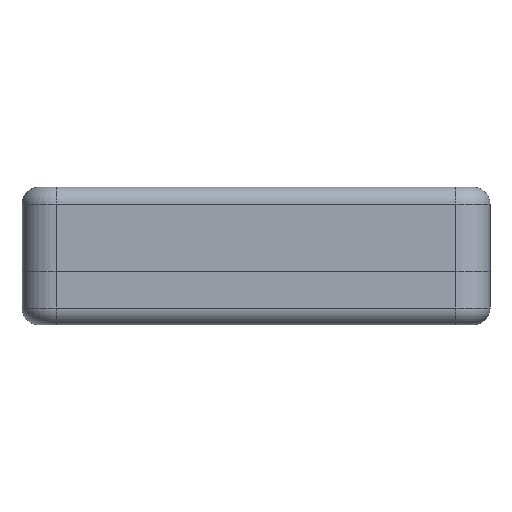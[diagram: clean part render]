
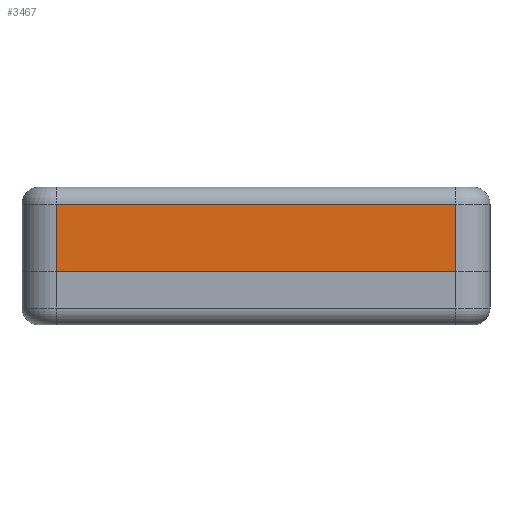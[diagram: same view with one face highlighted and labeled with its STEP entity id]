
A CAD part, left-side view. The second image highlights one B-rep face of the part: STEP entity #3467.
In plain terms, the highlighted planar face has unit normal (-1, 0, 0).
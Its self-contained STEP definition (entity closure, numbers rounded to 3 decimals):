
#155=PLANE('',#3895);
#377=FACE_OUTER_BOUND('',#604,.T.);
#604=EDGE_LOOP('',(#3192,#3193,#3194,#3195));
#776=LINE('',#5670,#1068);
#799=LINE('',#5749,#1091);
#818=LINE('',#5807,#1110);
#898=LINE('',#6011,#1190);
#1068=VECTOR('',#4629,10.);
#1091=VECTOR('',#4714,10.);
#1110=VECTOR('',#4771,10.);
#1190=VECTOR('',#4993,10.);
#1609=VERTEX_POINT('',#5662);
#1611=VERTEX_POINT('',#5668);
#1635=VERTEX_POINT('',#5746);
#1636=VERTEX_POINT('',#5748);
#2039=EDGE_CURVE('',#1609,#1611,#776,.T.);
#2078=EDGE_CURVE('',#1635,#1636,#799,.T.);
#2107=EDGE_CURVE('',#1609,#1636,#818,.T.);
#2207=EDGE_CURVE('',#1611,#1635,#898,.T.);
#3192=ORIENTED_EDGE('',*,*,#2039,.F.);
#3193=ORIENTED_EDGE('',*,*,#2107,.T.);
#3194=ORIENTED_EDGE('',*,*,#2078,.F.);
#3195=ORIENTED_EDGE('',*,*,#2207,.F.);
#3467=ADVANCED_FACE('',(#377),#155,.T.);
#3895=AXIS2_PLACEMENT_3D('',#6010,#4991,#4992);
#4629=DIRECTION('',(0.,-1.,0.));
#4714=DIRECTION('',(0.,1.,0.));
#4771=DIRECTION('',(0.,0.,-1.));
#4991=DIRECTION('center_axis',(-1.,0.,0.));
#4992=DIRECTION('ref_axis',(0.,1.,0.));
#4993=DIRECTION('',(0.,0.,-1.));
#5662=CARTESIAN_POINT('',(-15.4,23.8,14.4));
#5668=CARTESIAN_POINT('',(-15.4,-23.8,14.4));
#5670=CARTESIAN_POINT('',(-15.4,-11.9,14.4));
#5746=CARTESIAN_POINT('',(-15.4,-23.8,6.4));
#5748=CARTESIAN_POINT('',(-15.4,23.8,6.4));
#5749=CARTESIAN_POINT('',(-15.4,-11.9,6.4));
#5807=CARTESIAN_POINT('',(-15.4,23.8,16.4));
#6010=CARTESIAN_POINT('Origin',(-15.4,-23.8,16.4));
#6011=CARTESIAN_POINT('',(-15.4,-23.8,16.4));
